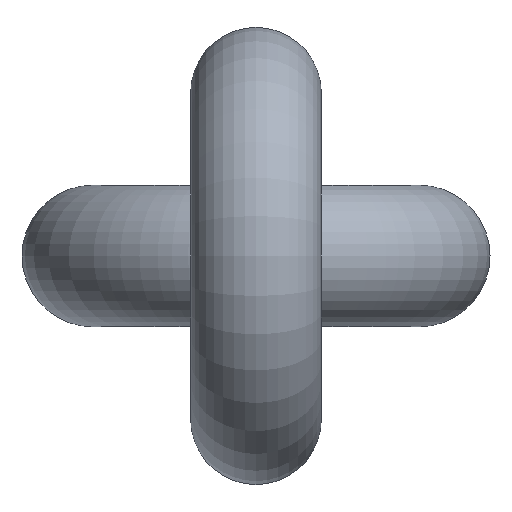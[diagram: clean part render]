
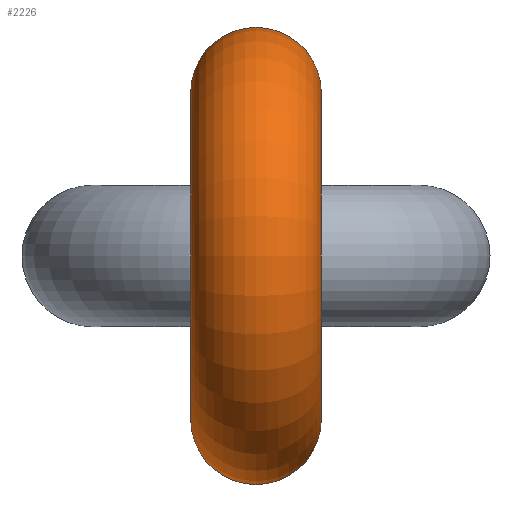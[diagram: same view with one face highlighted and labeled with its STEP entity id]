
A CAD part, left-side view. The second image highlights one B-rep face of the part: STEP entity #2226.
In plain terms, the highlighted toroidal (fillet/blend) face has major radius 150 mm and minor radius 60 mm.
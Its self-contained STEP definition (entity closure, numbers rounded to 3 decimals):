
#1830 = CYLINDRICAL_SURFACE('',#1831,60.);
#1831 = AXIS2_PLACEMENT_3D('',#1832,#1833,#1834);
#1832 = CARTESIAN_POINT('',(-800.,0.,-150.));
#1833 = DIRECTION('',(1.,0.,0.));
#1834 = DIRECTION('',(0.,0.,1.));
#1903 = CYLINDRICAL_SURFACE('',#1904,60.);
#1904 = AXIS2_PLACEMENT_3D('',#1905,#1906,#1907);
#1905 = CARTESIAN_POINT('',(-400.,0.,150.));
#1906 = DIRECTION('',(-1.,0.,0.));
#1907 = DIRECTION('',(0.,0.,-1.));
#2029 = VERTEX_POINT('',#2030);
#2030 = CARTESIAN_POINT('',(-800.,0.,-90.));
#2052 = EDGE_CURVE('',#2029,#2029,#2053,.T.);
#2053 = SURFACE_CURVE('',#2054,(#2059,#2066),.PCURVE_S1.);
#2054 = CIRCLE('',#2055,60.);
#2055 = AXIS2_PLACEMENT_3D('',#2056,#2057,#2058);
#2056 = CARTESIAN_POINT('',(-800.,0.,-150.));
#2057 = DIRECTION('',(1.,0.,0.));
#2058 = DIRECTION('',(0.,0.,1.));
#2059 = PCURVE('',#1830,#2060);
#2060 = DEFINITIONAL_REPRESENTATION('',(#2061),#2065);
#2061 = LINE('',#2062,#2063);
#2062 = CARTESIAN_POINT('',(0.,0.));
#2063 = VECTOR('',#2064,1.);
#2064 = DIRECTION('',(1.,0.));
#2065 = ( GEOMETRIC_REPRESENTATION_CONTEXT(2) 
PARAMETRIC_REPRESENTATION_CONTEXT() REPRESENTATION_CONTEXT('2D SPACE',''
  ) );
#2066 = PCURVE('',#2067,#2072);
#2067 = TOROIDAL_SURFACE('',#2068,150.,60.);
#2068 = AXIS2_PLACEMENT_3D('',#2069,#2070,#2071);
#2069 = CARTESIAN_POINT('',(-800.,0.,0.));
#2070 = DIRECTION('',(0.,-1.,0.));
#2071 = DIRECTION('',(1.,0.,0.));
#2072 = DEFINITIONAL_REPRESENTATION('',(#2073),#2076);
#2073 = B_SPLINE_CURVE_WITH_KNOTS('',1,(#2074,#2075),.UNSPECIFIED.,.F.,
  .F.,(2,2),(0.,6.283),.PIECEWISE_BEZIER_KNOTS.);
#2074 = CARTESIAN_POINT('',(4.712,9.425));
#2075 = CARTESIAN_POINT('',(4.712,3.142));
#2076 = ( GEOMETRIC_REPRESENTATION_CONTEXT(2) 
PARAMETRIC_REPRESENTATION_CONTEXT() REPRESENTATION_CONTEXT('2D SPACE',''
  ) );
#2082 = VERTEX_POINT('',#2083);
#2083 = CARTESIAN_POINT('',(-800.,0.,90.));
#2103 = EDGE_CURVE('',#2082,#2082,#2104,.T.);
#2104 = SURFACE_CURVE('',#2105,(#2110,#2117),.PCURVE_S1.);
#2105 = CIRCLE('',#2106,60.);
#2106 = AXIS2_PLACEMENT_3D('',#2107,#2108,#2109);
#2107 = CARTESIAN_POINT('',(-800.,0.,150.));
#2108 = DIRECTION('',(-1.,0.,0.));
#2109 = DIRECTION('',(0.,0.,-1.));
#2110 = PCURVE('',#1903,#2111);
#2111 = DEFINITIONAL_REPRESENTATION('',(#2112),#2116);
#2112 = LINE('',#2113,#2114);
#2113 = CARTESIAN_POINT('',(0.,400.));
#2114 = VECTOR('',#2115,1.);
#2115 = DIRECTION('',(1.,0.));
#2116 = ( GEOMETRIC_REPRESENTATION_CONTEXT(2) 
PARAMETRIC_REPRESENTATION_CONTEXT() REPRESENTATION_CONTEXT('2D SPACE',''
  ) );
#2117 = PCURVE('',#2067,#2118);
#2118 = DEFINITIONAL_REPRESENTATION('',(#2119),#2122);
#2119 = B_SPLINE_CURVE_WITH_KNOTS('',1,(#2120,#2121),.UNSPECIFIED.,.F.,
  .F.,(2,2),(0.,6.283),.PIECEWISE_BEZIER_KNOTS.);
#2120 = CARTESIAN_POINT('',(1.571,9.425));
#2121 = CARTESIAN_POINT('',(1.571,3.142));
#2122 = ( GEOMETRIC_REPRESENTATION_CONTEXT(2) 
PARAMETRIC_REPRESENTATION_CONTEXT() REPRESENTATION_CONTEXT('2D SPACE',''
  ) );
#2226 = ADVANCED_FACE('',(#2227),#2067,.T.);
#2227 = FACE_BOUND('',#2228,.T.);
#2228 = EDGE_LOOP('',(#2229,#2250,#2251,#2252));
#2229 = ORIENTED_EDGE('',*,*,#2230,.T.);
#2230 = EDGE_CURVE('',#2082,#2029,#2231,.T.);
#2231 = SEAM_CURVE('',#2232,(#2237,#2243),.PCURVE_S1.);
#2232 = CIRCLE('',#2233,90.);
#2233 = AXIS2_PLACEMENT_3D('',#2234,#2235,#2236);
#2234 = CARTESIAN_POINT('',(-800.,0.,0.));
#2235 = DIRECTION('',(0.,-1.,0.));
#2236 = DIRECTION('',(1.,0.,0.));
#2237 = PCURVE('',#2067,#2238);
#2238 = DEFINITIONAL_REPRESENTATION('',(#2239),#2242);
#2239 = B_SPLINE_CURVE_WITH_KNOTS('',1,(#2240,#2241),.UNSPECIFIED.,.F.,
  .F.,(2,2),(1.571,4.712),.PIECEWISE_BEZIER_KNOTS.);
#2240 = CARTESIAN_POINT('',(1.571,3.142));
#2241 = CARTESIAN_POINT('',(4.712,3.142));
#2242 = ( GEOMETRIC_REPRESENTATION_CONTEXT(2) 
PARAMETRIC_REPRESENTATION_CONTEXT() REPRESENTATION_CONTEXT('2D SPACE',''
  ) );
#2243 = PCURVE('',#2067,#2244);
#2244 = DEFINITIONAL_REPRESENTATION('',(#2245),#2249);
#2245 = LINE('',#2246,#2247);
#2246 = CARTESIAN_POINT('',(0.,9.425));
#2247 = VECTOR('',#2248,1.);
#2248 = DIRECTION('',(1.,0.));
#2249 = ( GEOMETRIC_REPRESENTATION_CONTEXT(2) 
PARAMETRIC_REPRESENTATION_CONTEXT() REPRESENTATION_CONTEXT('2D SPACE',''
  ) );
#2250 = ORIENTED_EDGE('',*,*,#2052,.F.);
#2251 = ORIENTED_EDGE('',*,*,#2230,.F.);
#2252 = ORIENTED_EDGE('',*,*,#2103,.T.);
